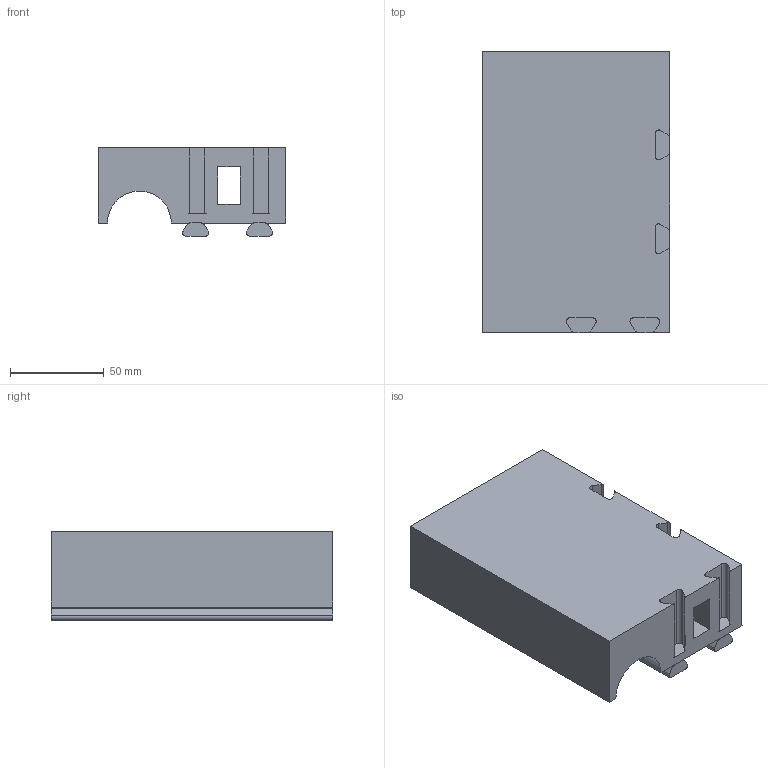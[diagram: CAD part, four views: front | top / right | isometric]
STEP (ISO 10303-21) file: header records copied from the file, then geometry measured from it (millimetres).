
FILE_DESCRIPTION(('FreeCAD Model'),'2;1');
FILE_NAME('armrest_left_001.step','2016-09-30T12:49:22',('Author'),(''), 'Open CASCADE STEP processor 6.8','FreeCAD','Unknown');
FILE_SCHEMA(('AUTOMOTIVE_DESIGN_CC2 { 1 2 10303 214 -1 1 5 4 }'));
Length unit declared in the file: millimetre
Products named in the file (2): ASSEMBLY; Mirror_of_Clone_of_Upper_armrest001
Assembly tree (1 placements, depth 2):
  ASSEMBLY
    Mirror_of_Clone_of_Upper_armrest001
Bounding box: 100 x 150.04 x 46.98 mm (x, y, z)
Volume: 504551.3 mm3; surface area: 72284.6 mm2
Topology: 1 solids, 1 shells, 66 faces, 192 edges, 128 vertices
Faces by surface type: plane 27, bspline 20, cylinder 19
Full cylindrical faces by diameter (mm): 6 x2
Entity records: 8489 total; most frequent: CARTESIAN_POINT 5026, DIRECTION 518, ORIENTED_EDGE 384, PCURVE 384, DEFINITIONAL_REPRESENTATION 384, LINE 326, VECTOR 326, EDGE_CURVE 192
